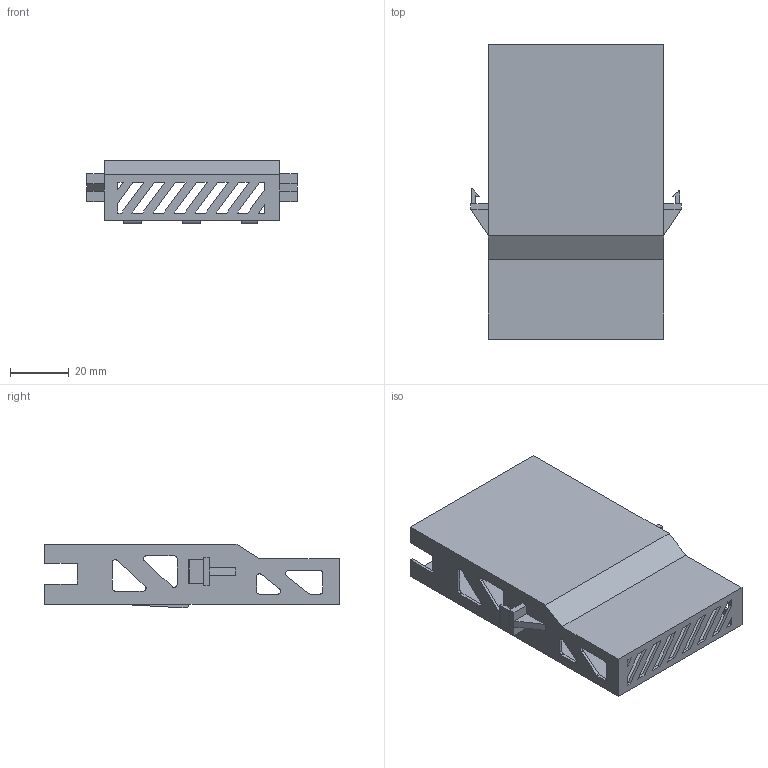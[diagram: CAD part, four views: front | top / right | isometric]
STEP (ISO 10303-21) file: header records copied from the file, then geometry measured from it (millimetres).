
FILE_DESCRIPTION(/* description */ (''),/* implementation_level */ '2;1');
FILE_NAME(/* name */ 'mo3.stp',/* time_stamp */ '2021-01-28T17:34:25+08:00',/* author */ (''),/* organization */ (''),/* preprocessor_version */ 'ST-DEVELOPER v16',/* originating_system */ 'SIEMENS PLM Software NX 10.0',/* authorisation */ '');
FILE_SCHEMA (('CONFIG_CONTROL_DESIGN'));
Length unit declared in the file: millimetre
Products named in the file (1): _model3
Bounding box: 71.5 x 100 x 21.7 mm (x, y, z)
Volume: 15927.8 mm3; surface area: 31785.2 mm2
Topology: 1 solids, 1 shells, 156 faces, 437 edges, 290 vertices
Faces by surface type: plane 123, cylinder 33
Entity records: 5127 total; most frequent: CARTESIAN_POINT 884, ORIENTED_EDGE 874, DIRECTION 817, EDGE_CURVE 437, LINE 371, VECTOR 371, VERTEX_POINT 290, AXIS2_PLACEMENT_3D 223
